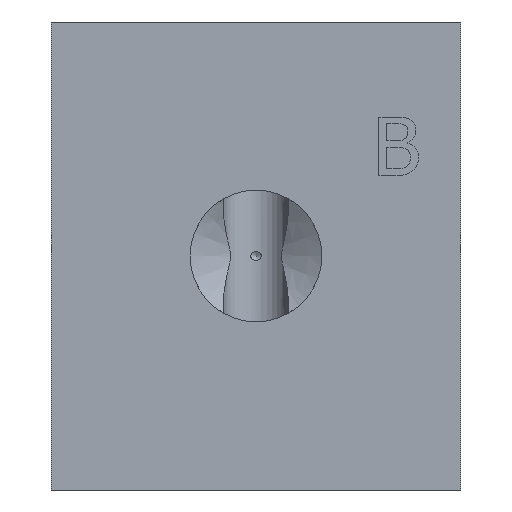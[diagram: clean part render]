
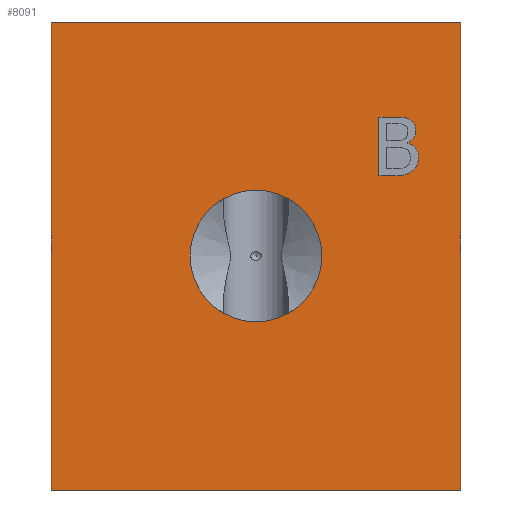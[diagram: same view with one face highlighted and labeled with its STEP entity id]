
A CAD part, front view. The second image highlights one B-rep face of the part: STEP entity #8091.
In plain terms, the highlighted planar face has unit normal (0, -1, 0).
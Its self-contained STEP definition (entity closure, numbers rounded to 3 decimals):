
#39=CIRCLE('',#8399,7.15);
#40=CIRCLE('',#8400,7.15);
#134=FACE_BOUND('',#1230,.T.);
#135=FACE_BOUND('',#1231,.T.);
#415=PLANE('',#8398);
#793=FACE_OUTER_BOUND('',#1229,.T.);
#1229=EDGE_LOOP('',(#7006,#7007,#7008,#7009));
#1230=EDGE_LOOP('',(#7010,#7011,#7012,#7013,#7014,#7015,#7016,#7017,#7018,
#7019));
#1231=EDGE_LOOP('',(#7020,#7021));
#1617=LINE('',#12178,#2429);
#2059=LINE('',#13377,#2871);
#2065=LINE('',#13440,#2877);
#2068=LINE('',#13446,#2880);
#2071=LINE('',#13452,#2883);
#2075=LINE('',#13494,#2887);
#2076=LINE('',#13496,#2888);
#2077=LINE('',#13497,#2889);
#2429=VECTOR('',#9003,10.);
#2871=VECTOR('',#9773,10.);
#2877=VECTOR('',#9781,10.);
#2880=VECTOR('',#9786,10.);
#2883=VECTOR('',#9791,10.);
#2887=VECTOR('',#9799,10.);
#2888=VECTOR('',#9800,10.);
#2889=VECTOR('',#9801,10.);
#3121=B_SPLINE_CURVE_WITH_KNOTS('',2,(#13363,#13364,#13365,#13366),
 .UNSPECIFIED.,.F.,.F.,(3,1,3),(0.,1.,2.),.UNSPECIFIED.);
#3123=B_SPLINE_CURVE_WITH_KNOTS('',2,(#13390,#13391,#13392,#13393),
 .UNSPECIFIED.,.F.,.F.,(3,1,3),(0.,1.,2.),.UNSPECIFIED.);
#3125=B_SPLINE_CURVE_WITH_KNOTS('',2,(#13409,#13410,#13411,#13412),
 .UNSPECIFIED.,.F.,.F.,(3,1,3),(0.,1.,2.),.UNSPECIFIED.);
#3127=B_SPLINE_CURVE_WITH_KNOTS('',2,(#13428,#13429,#13430,#13431),
 .UNSPECIFIED.,.F.,.F.,(3,1,3),(0.,1.,2.),.UNSPECIFIED.);
#3129=B_SPLINE_CURVE_WITH_KNOTS('',2,(#13465,#13466,#13467,#13468),
 .UNSPECIFIED.,.F.,.F.,(3,1,3),(0.,1.,2.),.UNSPECIFIED.);
#3131=B_SPLINE_CURVE_WITH_KNOTS('',2,(#13483,#13484,#13485,#13486),
 .UNSPECIFIED.,.F.,.F.,(3,1,3),(0.,1.,2.),.UNSPECIFIED.);
#3489=VERTEX_POINT('',#12171);
#3492=VERTEX_POINT('',#12176);
#3809=VERTEX_POINT('',#13361);
#3810=VERTEX_POINT('',#13362);
#3813=VERTEX_POINT('',#13376);
#3815=VERTEX_POINT('',#13389);
#3817=VERTEX_POINT('',#13408);
#3819=VERTEX_POINT('',#13427);
#3821=VERTEX_POINT('',#13439);
#3823=VERTEX_POINT('',#13445);
#3825=VERTEX_POINT('',#13451);
#3827=VERTEX_POINT('',#13464);
#3829=VERTEX_POINT('',#13493);
#3830=VERTEX_POINT('',#13495);
#3831=VERTEX_POINT('',#13498);
#3832=VERTEX_POINT('',#13499);
#4416=EDGE_CURVE('',#3489,#3492,#1617,.T.);
#4890=EDGE_CURVE('',#3809,#3810,#3121,.T.);
#4894=EDGE_CURVE('',#3813,#3809,#2059,.T.);
#4897=EDGE_CURVE('',#3815,#3813,#3123,.T.);
#4900=EDGE_CURVE('',#3817,#3815,#3125,.T.);
#4903=EDGE_CURVE('',#3819,#3817,#3127,.T.);
#4906=EDGE_CURVE('',#3821,#3819,#2065,.T.);
#4909=EDGE_CURVE('',#3823,#3821,#2068,.T.);
#4912=EDGE_CURVE('',#3825,#3823,#2071,.T.);
#4915=EDGE_CURVE('',#3827,#3825,#3129,.T.);
#4918=EDGE_CURVE('',#3810,#3827,#3131,.T.);
#4920=EDGE_CURVE('',#3829,#3489,#2075,.T.);
#4921=EDGE_CURVE('',#3830,#3492,#2076,.T.);
#4922=EDGE_CURVE('',#3829,#3830,#2077,.T.);
#4923=EDGE_CURVE('',#3831,#3832,#39,.T.);
#4924=EDGE_CURVE('',#3832,#3831,#40,.T.);
#7006=ORIENTED_EDGE('',*,*,#4920,.T.);
#7007=ORIENTED_EDGE('',*,*,#4416,.T.);
#7008=ORIENTED_EDGE('',*,*,#4921,.F.);
#7009=ORIENTED_EDGE('',*,*,#4922,.F.);
#7010=ORIENTED_EDGE('',*,*,#4890,.T.);
#7011=ORIENTED_EDGE('',*,*,#4918,.T.);
#7012=ORIENTED_EDGE('',*,*,#4915,.T.);
#7013=ORIENTED_EDGE('',*,*,#4912,.T.);
#7014=ORIENTED_EDGE('',*,*,#4909,.T.);
#7015=ORIENTED_EDGE('',*,*,#4906,.T.);
#7016=ORIENTED_EDGE('',*,*,#4903,.T.);
#7017=ORIENTED_EDGE('',*,*,#4900,.T.);
#7018=ORIENTED_EDGE('',*,*,#4897,.T.);
#7019=ORIENTED_EDGE('',*,*,#4894,.T.);
#7020=ORIENTED_EDGE('',*,*,#4923,.T.);
#7021=ORIENTED_EDGE('',*,*,#4924,.T.);
#8091=ADVANCED_FACE('',(#793,#134,#135),#415,.T.);
#8398=AXIS2_PLACEMENT_3D('',#13492,#9797,#9798);
#8399=AXIS2_PLACEMENT_3D('',#13500,#9802,#9803);
#8400=AXIS2_PLACEMENT_3D('',#13501,#9804,#9805);
#9003=DIRECTION('',(0.,0.,1.));
#9773=DIRECTION('',(0.,0.,-1.));
#9781=DIRECTION('',(1.,0.,0.));
#9786=DIRECTION('',(0.,0.,1.));
#9791=DIRECTION('',(-1.,0.,0.));
#9797=DIRECTION('center_axis',(0.,-1.,0.));
#9798=DIRECTION('ref_axis',(1.,0.,0.));
#9799=DIRECTION('',(1.,0.,0.));
#9800=DIRECTION('',(1.,0.,0.));
#9801=DIRECTION('',(0.,0.,1.));
#9802=DIRECTION('center_axis',(0.,1.,0.));
#9803=DIRECTION('ref_axis',(1.,0.,0.));
#9804=DIRECTION('center_axis',(0.,1.,0.));
#9805=DIRECTION('ref_axis',(1.,0.,0.));
#12171=CARTESIAN_POINT('',(44.45,0.,0.));
#12176=CARTESIAN_POINT('',(44.45,0.,50.8));
#12178=CARTESIAN_POINT('',(44.45,0.,0.));
#13361=CARTESIAN_POINT('',(38.687,0.,37.661));
#13362=CARTESIAN_POINT('',(39.875,0.,36.082));
#13363=CARTESIAN_POINT('Ctrl Pts',(38.687,0.,37.661));
#13364=CARTESIAN_POINT('Ctrl Pts',(39.253,0.,37.507));
#13365=CARTESIAN_POINT('Ctrl Pts',(39.875,0.,36.689));
#13366=CARTESIAN_POINT('Ctrl Pts',(39.875,0.,36.082));
#13376=CARTESIAN_POINT('',(38.687,0.,37.692));
#13377=CARTESIAN_POINT('',(38.687,0.,18.846));
#13389=CARTESIAN_POINT('',(39.577,0.,39.051));
#13390=CARTESIAN_POINT('Ctrl Pts',(39.577,0.,39.051));
#13391=CARTESIAN_POINT('Ctrl Pts',(39.577,0.,38.603));
#13392=CARTESIAN_POINT('Ctrl Pts',(39.103,0.,37.893));
#13393=CARTESIAN_POINT('Ctrl Pts',(38.687,0.,37.692));
#13408=CARTESIAN_POINT('',(38.918,0.,40.224));
#13409=CARTESIAN_POINT('Ctrl Pts',(38.918,0.,40.224));
#13410=CARTESIAN_POINT('Ctrl Pts',(39.263,0.,40.044));
#13411=CARTESIAN_POINT('Ctrl Pts',(39.577,0.,39.452));
#13412=CARTESIAN_POINT('Ctrl Pts',(39.577,0.,39.051));
#13427=CARTESIAN_POINT('',(37.251,0.,40.481));
#13428=CARTESIAN_POINT('Ctrl Pts',(37.251,0.,40.481));
#13429=CARTESIAN_POINT('Ctrl Pts',(37.93,0.,40.481));
#13430=CARTESIAN_POINT('Ctrl Pts',(38.609,0.,40.394));
#13431=CARTESIAN_POINT('Ctrl Pts',(38.918,0.,40.224));
#13439=CARTESIAN_POINT('',(35.568,0.,40.481));
#13440=CARTESIAN_POINT('',(17.784,0.,40.481));
#13445=CARTESIAN_POINT('',(35.568,0.,34.131));
#13446=CARTESIAN_POINT('',(35.568,0.,17.066));
#13451=CARTESIAN_POINT('',(37.39,0.,34.131));
#13452=CARTESIAN_POINT('',(18.695,0.,34.131));
#13464=CARTESIAN_POINT('',(39.217,0.,34.646));
#13465=CARTESIAN_POINT('Ctrl Pts',(39.217,0.,34.646));
#13466=CARTESIAN_POINT('Ctrl Pts',(38.856,0.,34.368));
#13467=CARTESIAN_POINT('Ctrl Pts',(38.038,0.,34.131));
#13468=CARTESIAN_POINT('Ctrl Pts',(37.39,0.,34.131));
#13483=CARTESIAN_POINT('Ctrl Pts',(39.875,0.,36.082));
#13484=CARTESIAN_POINT('Ctrl Pts',(39.875,0.,35.608));
#13485=CARTESIAN_POINT('Ctrl Pts',(39.515,0.,34.883));
#13486=CARTESIAN_POINT('Ctrl Pts',(39.217,0.,34.646));
#13492=CARTESIAN_POINT('Origin',(0.,0.,0.));
#13493=CARTESIAN_POINT('',(0.,0.,0.));
#13494=CARTESIAN_POINT('',(0.,0.,0.));
#13495=CARTESIAN_POINT('',(0.,0.,50.8));
#13496=CARTESIAN_POINT('',(0.,0.,50.8));
#13497=CARTESIAN_POINT('',(0.,0.,0.));
#13498=CARTESIAN_POINT('',(29.375,0.,25.4));
#13499=CARTESIAN_POINT('',(15.075,0.,25.4));
#13500=CARTESIAN_POINT('Origin',(22.225,0.,25.4));
#13501=CARTESIAN_POINT('Origin',(22.225,0.,25.4));
